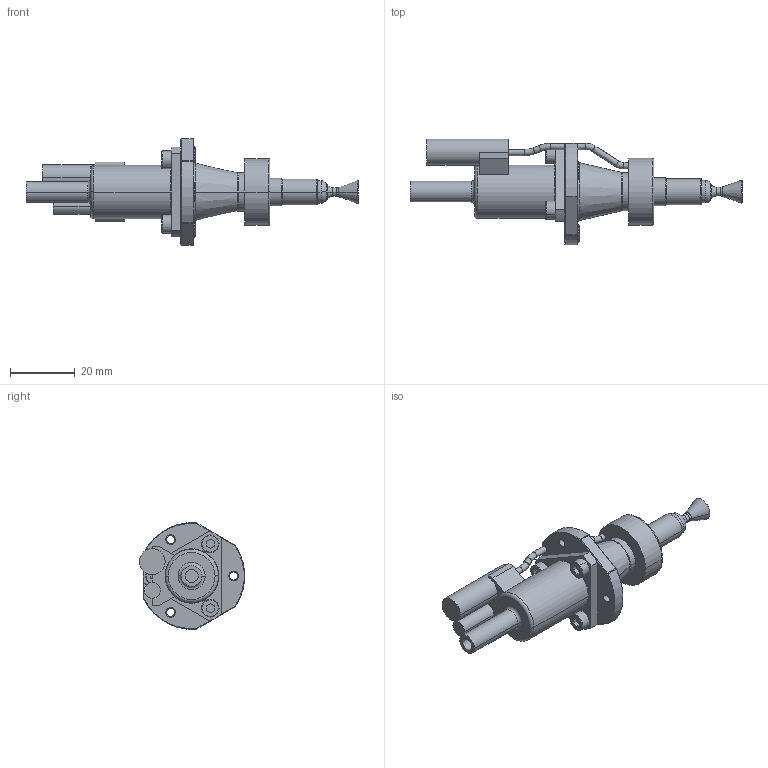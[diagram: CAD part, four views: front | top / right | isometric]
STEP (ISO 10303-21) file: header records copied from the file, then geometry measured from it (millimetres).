
FILE_DESCRIPTION((''),'2;1');
FILE_NAME('241952','2024-04-04T15:51:54',('JCOMPAIN'),(''),'CREO PARAMETRIC BY PTC INC, 2019471','CREO PARAMETRIC BY PTC INC, 2019471','');
FILE_SCHEMA(('CONFIG_CONTROL_DESIGN'));
Length unit declared in the file: millimetre
Products named in the file (1): 241952
Bounding box: 102.86 x 32.65 x 32.87 mm (x, y, z)
Volume: 16312.3 mm3; surface area: 9214.2 mm2
Topology: 1 solids, 5 shells, 258 faces, 585 edges, 347 vertices
Faces by surface type: cylinder 89, plane 73, torus 58, cone 34, bspline 2, sphere 2
Entity records: 7327 total; most frequent: DIRECTION 1417, CARTESIAN_POINT 1259, ORIENTED_EDGE 1154, AXIS2_PLACEMENT_3D 583, EDGE_CURVE 583, VERTEX_POINT 347, CIRCLE 326, EDGE_LOOP 290
